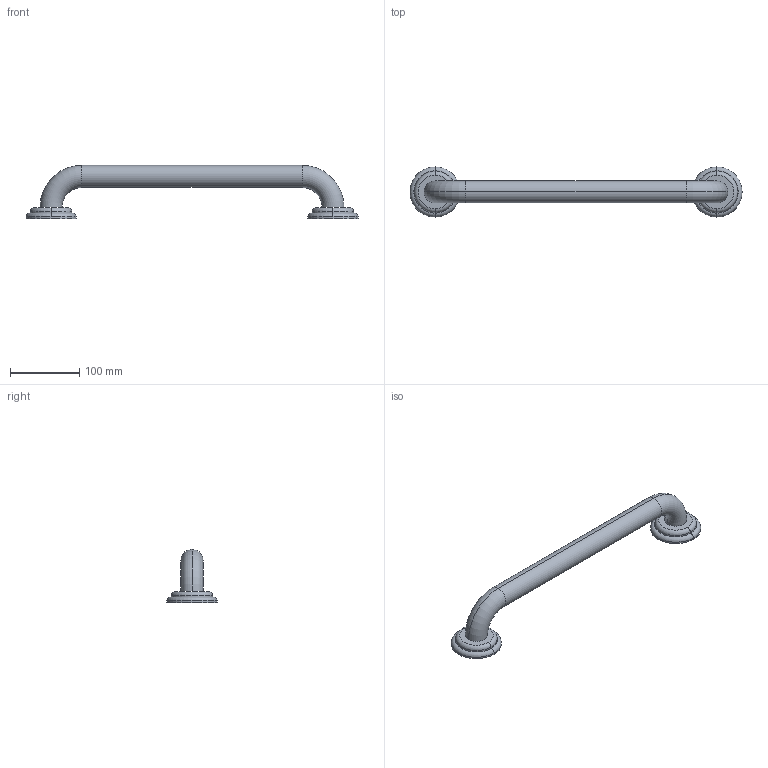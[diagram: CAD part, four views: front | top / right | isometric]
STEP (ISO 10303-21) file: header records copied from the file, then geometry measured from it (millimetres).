
FILE_DESCRIPTION((''),'2;1');
FILE_NAME('10-36_SW0001','2010-06-11T',('shambuling'),(''),'PRO/ENGINEER BY PARAMETRIC TECHNOLOGY CORPORATION, 2009300','PRO/ENGINEER BY PARAMETRIC TECHNOLOGY CORPORATION, 2009300','');
FILE_SCHEMA(('CONFIG_CONTROL_DESIGN'));
Length unit declared in the file: inch
Products named in the file (1): 10-36_SW0001
Bounding box: 478.66 x 72.26 x 76.76 mm (x, y, z)
Surface area: 77637.9 mm2 (no closed solid volume)
Topology: 0 solids, 7 shells, 30 faces, 58 edges, 36 vertices
Faces by surface type: torus 12, cylinder 10, plane 8
Entity records: 808 total; most frequent: DIRECTION 166, CARTESIAN_POINT 124, ORIENTED_EDGE 104, AXIS2_PLACEMENT_3D 78, EDGE_CURVE 58, CIRCLE 48, VERTEX_POINT 36, EDGE_LOOP 30
